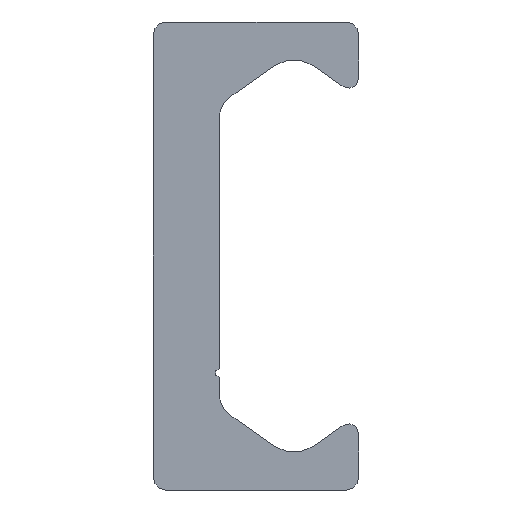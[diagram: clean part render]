
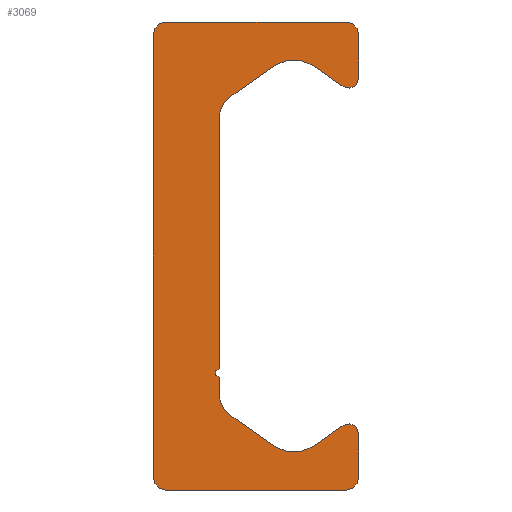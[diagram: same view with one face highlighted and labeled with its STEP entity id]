
A CAD part, left-side view. The second image highlights one B-rep face of the part: STEP entity #3069.
In plain terms, the highlighted planar face has unit normal (-1, 0, 0).
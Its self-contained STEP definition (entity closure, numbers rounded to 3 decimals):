
#2100=CARTESIAN_POINT('',(0.0,5.4,-14.));
#2101=VERTEX_POINT('',#2100);
#2108=CARTESIAN_POINT('',(0.0,6.15,-13.25));
#2109=VERTEX_POINT('',#2108);
#2110=CARTESIAN_POINT('',(0.0,5.4,-13.25));
#2111=DIRECTION('',(1.0,0.0,0.0));
#2112=DIRECTION('',(0.0,0.0,-1.0));
#2113=AXIS2_PLACEMENT_3D('',#2110,#2111,#2112);
#2114=CIRCLE('',#2113,0.75);
#2115=EDGE_CURVE('',#2101,#2109,#2114,.T.);
#2139=CARTESIAN_POINT('',(0.0,-5.4,-14.));
#2140=VERTEX_POINT('',#2139);
#2147=CARTESIAN_POINT('',(0.0,-5.4,-14.));
#2148=DIRECTION('',(0.0,1.0,0.0));
#2149=VECTOR('',#2148,10.8);
#2150=LINE('',#2147,#2149);
#2151=EDGE_CURVE('',#2140,#2101,#2150,.T.);
#2171=CARTESIAN_POINT('',(0.0,-6.15,-13.25));
#2172=VERTEX_POINT('',#2171);
#2179=CARTESIAN_POINT('',(0.0,-5.4,-13.25));
#2180=DIRECTION('',(1.0,0.0,0.0));
#2181=DIRECTION('',(0.0,-1.0,0.0));
#2182=AXIS2_PLACEMENT_3D('',#2179,#2180,#2181);
#2183=CIRCLE('',#2182,0.75);
#2184=EDGE_CURVE('',#2172,#2140,#2183,.T.);
#2203=CARTESIAN_POINT('',(0.0,-6.15,-10.63));
#2204=VERTEX_POINT('',#2203);
#2211=CARTESIAN_POINT('',(0.0,-6.15,-10.63));
#2212=DIRECTION('',(0.0,0.0,-1.0));
#2213=VECTOR('',#2212,2.62);
#2214=LINE('',#2211,#2213);
#2215=EDGE_CURVE('',#2204,#2172,#2214,.T.);
#2235=CARTESIAN_POINT('',(0.0,-5.206,-10.139));
#2236=VERTEX_POINT('',#2235);
#2243=CARTESIAN_POINT('',(0.0,-5.55,-10.63));
#2244=DIRECTION('',(1.0,0.0,0.0));
#2245=DIRECTION('',(0.0,0.574,0.819));
#2246=AXIS2_PLACEMENT_3D('',#2243,#2244,#2245);
#2247=CIRCLE('',#2246,0.6);
#2248=EDGE_CURVE('',#2236,#2204,#2247,.T.);
#2267=CARTESIAN_POINT('',(0.0,-3.417,-11.391));
#2268=VERTEX_POINT('',#2267);
#2275=CARTESIAN_POINT('',(0.0,-3.417,-11.391));
#2276=DIRECTION('',(0.0,-0.819,0.574));
#2277=VECTOR('',#2276,2.184);
#2278=LINE('',#2275,#2277);
#2279=EDGE_CURVE('',#2268,#2236,#2278,.T.);
#2299=CARTESIAN_POINT('',(0.0,-1.123,-11.391));
#2300=VERTEX_POINT('',#2299);
#2307=CARTESIAN_POINT('',(0.0,-2.27,-9.753));
#2308=DIRECTION('',(-1.0,0.0,0.0));
#2309=DIRECTION('',(0.0,0.574,0.819));
#2310=AXIS2_PLACEMENT_3D('',#2307,#2308,#2309);
#2311=CIRCLE('',#2310,2.0);
#2312=EDGE_CURVE('',#2300,#2268,#2311,.T.);
#2331=CARTESIAN_POINT('',(0.0,1.56,-9.512));
#2332=VERTEX_POINT('',#2331);
#2339=CARTESIAN_POINT('',(0.0,1.56,-9.512));
#2340=DIRECTION('',(0.0,-0.819,-0.574));
#2341=VECTOR('',#2340,3.276);
#2342=LINE('',#2339,#2341);
#2343=EDGE_CURVE('',#2332,#2300,#2342,.T.);
#2363=CARTESIAN_POINT('',(0.0,2.2,-8.283));
#2364=VERTEX_POINT('',#2363);
#2371=CARTESIAN_POINT('',(0.0,0.7,-8.283));
#2372=DIRECTION('',(-1.0,0.0,0.0));
#2373=DIRECTION('',(0.0,-0.574,0.819));
#2374=AXIS2_PLACEMENT_3D('',#2371,#2372,#2373);
#2375=CIRCLE('',#2374,1.5);
#2376=EDGE_CURVE('',#2364,#2332,#2375,.T.);
#2395=CARTESIAN_POINT('',(0.0,2.2,-7.25));
#2396=VERTEX_POINT('',#2395);
#2403=CARTESIAN_POINT('',(0.0,2.2,-7.25));
#2404=DIRECTION('',(0.0,0.0,-1.0));
#2405=VECTOR('',#2404,1.033);
#2406=LINE('',#2403,#2405);
#2407=EDGE_CURVE('',#2396,#2364,#2406,.T.);
#2427=CARTESIAN_POINT('',(0.0,2.2,-6.75));
#2428=VERTEX_POINT('',#2427);
#2435=CARTESIAN_POINT('',(0.0,2.2,-7.));
#2436=DIRECTION('',(-1.0,0.0,0.0));
#2437=DIRECTION('',(0.0,0.0,1.0));
#2438=AXIS2_PLACEMENT_3D('',#2435,#2436,#2437);
#2439=CIRCLE('',#2438,0.25);
#2440=EDGE_CURVE('',#2428,#2396,#2439,.T.);
#2459=CARTESIAN_POINT('',(0.0,2.2,8.283));
#2460=VERTEX_POINT('',#2459);
#2467=CARTESIAN_POINT('',(0.0,2.2,8.283));
#2468=DIRECTION('',(0.0,0.0,-1.0));
#2469=VECTOR('',#2468,15.033);
#2470=LINE('',#2467,#2469);
#2471=EDGE_CURVE('',#2460,#2428,#2470,.T.);
#2617=CARTESIAN_POINT('',(0.0,1.56,9.512));
#2618=VERTEX_POINT('',#2617);
#2625=CARTESIAN_POINT('',(0.0,0.7,8.283));
#2626=DIRECTION('',(-1.0,0.0,0.0));
#2627=DIRECTION('',(0.0,-1.0,0.0));
#2628=AXIS2_PLACEMENT_3D('',#2625,#2626,#2627);
#2629=CIRCLE('',#2628,1.5);
#2630=EDGE_CURVE('',#2618,#2460,#2629,.T.);
#2649=CARTESIAN_POINT('',(0.0,-1.123,11.391));
#2650=VERTEX_POINT('',#2649);
#2657=CARTESIAN_POINT('',(0.0,-1.123,11.391));
#2658=DIRECTION('',(0.0,0.819,-0.574));
#2659=VECTOR('',#2658,3.276);
#2660=LINE('',#2657,#2659);
#2661=EDGE_CURVE('',#2650,#2618,#2660,.T.);
#2681=CARTESIAN_POINT('',(0.0,-3.417,11.391));
#2682=VERTEX_POINT('',#2681);
#2689=CARTESIAN_POINT('',(0.0,-2.27,9.753));
#2690=DIRECTION('',(-1.0,0.0,0.0));
#2691=DIRECTION('',(0.0,-0.574,-0.819));
#2692=AXIS2_PLACEMENT_3D('',#2689,#2690,#2691);
#2693=CIRCLE('',#2692,2.0);
#2694=EDGE_CURVE('',#2682,#2650,#2693,.T.);
#2713=CARTESIAN_POINT('',(0.0,-5.206,10.139));
#2714=VERTEX_POINT('',#2713);
#2721=CARTESIAN_POINT('',(0.0,-5.206,10.139));
#2722=DIRECTION('',(0.0,0.819,0.574));
#2723=VECTOR('',#2722,2.184);
#2724=LINE('',#2721,#2723);
#2725=EDGE_CURVE('',#2714,#2682,#2724,.T.);
#2745=CARTESIAN_POINT('',(0.0,-6.15,10.63));
#2746=VERTEX_POINT('',#2745);
#2753=CARTESIAN_POINT('',(0.0,-5.55,10.63));
#2754=DIRECTION('',(1.0,0.0,0.0));
#2755=DIRECTION('',(0.0,-1.0,0.0));
#2756=AXIS2_PLACEMENT_3D('',#2753,#2754,#2755);
#2757=CIRCLE('',#2756,0.6);
#2758=EDGE_CURVE('',#2746,#2714,#2757,.T.);
#2777=CARTESIAN_POINT('',(0.0,-6.15,13.25));
#2778=VERTEX_POINT('',#2777);
#2785=CARTESIAN_POINT('',(0.0,-6.15,13.25));
#2786=DIRECTION('',(0.0,0.0,-1.0));
#2787=VECTOR('',#2786,2.62);
#2788=LINE('',#2785,#2787);
#2789=EDGE_CURVE('',#2778,#2746,#2788,.T.);
#2809=CARTESIAN_POINT('',(0.0,-5.4,14.));
#2810=VERTEX_POINT('',#2809);
#2817=CARTESIAN_POINT('',(0.0,-5.4,13.25));
#2818=DIRECTION('',(1.0,0.0,0.0));
#2819=DIRECTION('',(0.0,0.0,1.0));
#2820=AXIS2_PLACEMENT_3D('',#2817,#2818,#2819);
#2821=CIRCLE('',#2820,0.75);
#2822=EDGE_CURVE('',#2810,#2778,#2821,.T.);
#2841=CARTESIAN_POINT('',(0.0,5.4,14.));
#2842=VERTEX_POINT('',#2841);
#2849=CARTESIAN_POINT('',(0.0,5.4,14.));
#2850=DIRECTION('',(0.0,-1.0,0.0));
#2851=VECTOR('',#2850,10.8);
#2852=LINE('',#2849,#2851);
#2853=EDGE_CURVE('',#2842,#2810,#2852,.T.);
#2873=CARTESIAN_POINT('',(0.0,6.15,13.25));
#2874=VERTEX_POINT('',#2873);
#2881=CARTESIAN_POINT('',(0.0,5.4,13.25));
#2882=DIRECTION('',(1.0,0.0,0.0));
#2883=DIRECTION('',(0.0,1.0,0.0));
#2884=AXIS2_PLACEMENT_3D('',#2881,#2882,#2883);
#2885=CIRCLE('',#2884,0.75);
#2886=EDGE_CURVE('',#2874,#2842,#2885,.T.);
#2904=CARTESIAN_POINT('',(0.0,6.15,-13.25));
#2905=DIRECTION('',(0.0,0.0,1.0));
#2906=VECTOR('',#2905,26.5);
#2907=LINE('',#2904,#2906);
#2908=EDGE_CURVE('',#2109,#2874,#2907,.T.);
#3040=CARTESIAN_POINT('',(0.0,1.352,-0.021));
#3041=DIRECTION('',(1.0,0.0,0.0));
#3042=DIRECTION('',(0.0,0.0,-1.0));
#3043=AXIS2_PLACEMENT_3D('',#3040,#3041,#3042);
#3044=PLANE('',#3043);
#3045=ORIENTED_EDGE('',*,*,#2908,.F.);
#3046=ORIENTED_EDGE('',*,*,#2115,.F.);
#3047=ORIENTED_EDGE('',*,*,#2151,.F.);
#3048=ORIENTED_EDGE('',*,*,#2184,.F.);
#3049=ORIENTED_EDGE('',*,*,#2215,.F.);
#3050=ORIENTED_EDGE('',*,*,#2248,.F.);
#3051=ORIENTED_EDGE('',*,*,#2279,.F.);
#3052=ORIENTED_EDGE('',*,*,#2312,.F.);
#3053=ORIENTED_EDGE('',*,*,#2343,.F.);
#3054=ORIENTED_EDGE('',*,*,#2376,.F.);
#3055=ORIENTED_EDGE('',*,*,#2407,.F.);
#3056=ORIENTED_EDGE('',*,*,#2440,.F.);
#3057=ORIENTED_EDGE('',*,*,#2471,.F.);
#3058=ORIENTED_EDGE('',*,*,#2630,.F.);
#3059=ORIENTED_EDGE('',*,*,#2661,.F.);
#3060=ORIENTED_EDGE('',*,*,#2694,.F.);
#3061=ORIENTED_EDGE('',*,*,#2725,.F.);
#3062=ORIENTED_EDGE('',*,*,#2758,.F.);
#3063=ORIENTED_EDGE('',*,*,#2789,.F.);
#3064=ORIENTED_EDGE('',*,*,#2822,.F.);
#3065=ORIENTED_EDGE('',*,*,#2853,.F.);
#3066=ORIENTED_EDGE('',*,*,#2886,.F.);
#3067=EDGE_LOOP('',(#3045,#3046,#3047,#3048,#3049,#3050,#3051,#3052,#3053,#3054,#3055,#3056,#3057,#3058,#3059,#3060,#3061,#3062,#3063,#3064,#3065,#3066));
#3068=FACE_OUTER_BOUND('',#3067,.T.);
#3069=ADVANCED_FACE('',(#3068),#3044,.F.);
